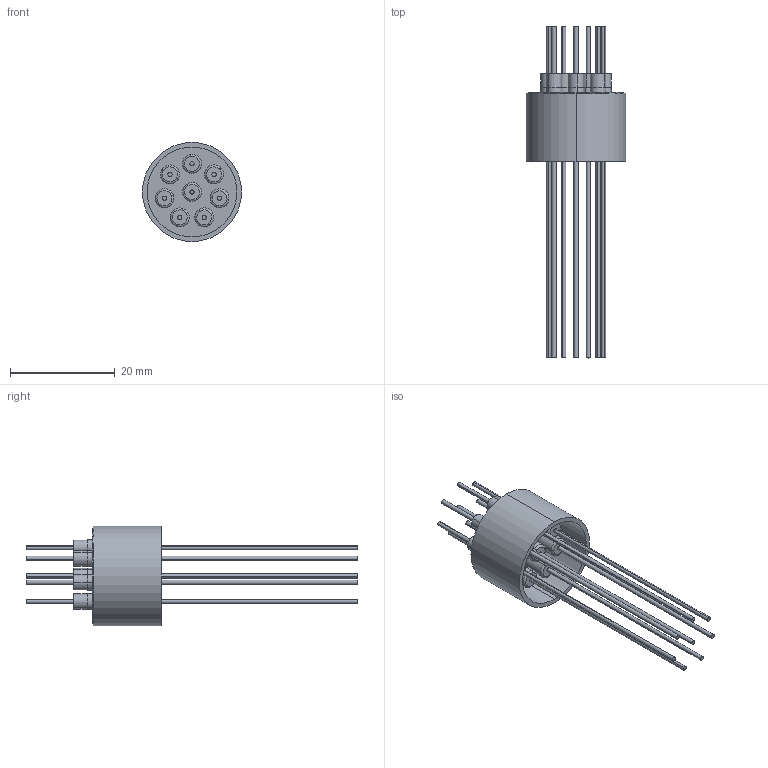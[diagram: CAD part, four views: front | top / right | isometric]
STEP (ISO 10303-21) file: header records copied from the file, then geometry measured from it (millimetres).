
FILE_DESCRIPTION (( 'STEP AP203' ), '1' );
FILE_NAME ('A0089-1-W.STEP', '2019-10-24T17:22:38', ( '' ), ( '' ), 'SwSTEP 2.0', 'SolidWorks 2019', '' );
FILE_SCHEMA (( 'CONFIG_CONTROL_DESIGN' ));
Length unit declared in the file: inch
Products named in the file (1): A0089-1-W
Bounding box: 18.97 x 63.5 x 18.97 mm (x, y, z)
Volume: 1934 mm3; surface area: 4014.3 mm2
Topology: 1 solids, 1 shells, 218 faces, 434 edges, 284 vertices
Faces by surface type: cylinder 134, plane 68, torus 16
Entity records: 5869 total; most frequent: DIRECTION 1172, CARTESIAN_POINT 937, ORIENTED_EDGE 868, AXIS2_PLACEMENT_3D 519, EDGE_CURVE 434, CIRCLE 300, EDGE_LOOP 284, VERTEX_POINT 284
